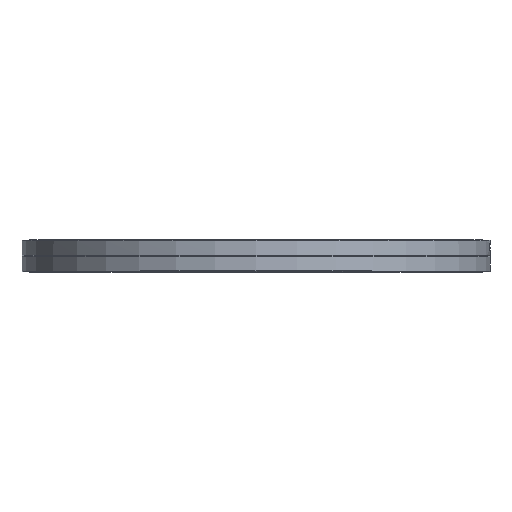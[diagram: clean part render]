
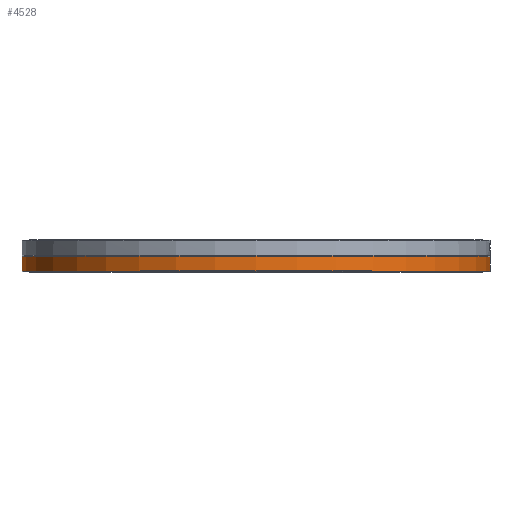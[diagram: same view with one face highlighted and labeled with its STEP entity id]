
A CAD part, top view. The second image highlights one B-rep face of the part: STEP entity #4528.
In plain terms, the highlighted cylindrical face has radius 209.55 mm (diameter 419.1 mm), a full revolution.
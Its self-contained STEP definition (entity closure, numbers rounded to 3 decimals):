
#248=CYLINDRICAL_SURFACE('',#4942,209.55);
#514=FACE_OUTER_BOUND('',#830,.T.);
#830=EDGE_LOOP('',(#3376,#3377,#3378,#3379,#3380,#3381));
#1129=LINE('',#6902,#1384);
#1384=VECTOR('',#5721,209.55);
#1700=CIRCLE('',#4940,209.55);
#1701=CIRCLE('',#4941,209.55);
#1702=CIRCLE('',#4943,209.55);
#1703=CIRCLE('',#4944,209.55);
#2010=VERTEX_POINT('',#6892);
#2011=VERTEX_POINT('',#6893);
#2012=VERTEX_POINT('',#6898);
#2013=VERTEX_POINT('',#6899);
#2520=EDGE_CURVE('',#2010,#2011,#1700,.T.);
#2521=EDGE_CURVE('',#2011,#2010,#1701,.T.);
#2523=EDGE_CURVE('',#2012,#2013,#1702,.T.);
#2524=EDGE_CURVE('',#2013,#2012,#1703,.T.);
#2525=EDGE_CURVE('',#2013,#2011,#1129,.T.);
#3376=ORIENTED_EDGE('',*,*,#2523,.F.);
#3377=ORIENTED_EDGE('',*,*,#2524,.F.);
#3378=ORIENTED_EDGE('',*,*,#2525,.T.);
#3379=ORIENTED_EDGE('',*,*,#2520,.F.);
#3380=ORIENTED_EDGE('',*,*,#2521,.F.);
#3381=ORIENTED_EDGE('',*,*,#2525,.F.);
#4528=ADVANCED_FACE('',(#514),#248,.T.);
#4940=AXIS2_PLACEMENT_3D('',#6894,#5710,#5711);
#4941=AXIS2_PLACEMENT_3D('',#6895,#5712,#5713);
#4942=AXIS2_PLACEMENT_3D('',#6897,#5715,#5716);
#4943=AXIS2_PLACEMENT_3D('',#6900,#5717,#5718);
#4944=AXIS2_PLACEMENT_3D('',#6901,#5719,#5720);
#5710=DIRECTION('center_axis',(0.,-1.,0.));
#5711=DIRECTION('ref_axis',(1.,0.,0.));
#5712=DIRECTION('center_axis',(0.,-1.,0.));
#5713=DIRECTION('ref_axis',(1.,0.,0.));
#5715=DIRECTION('center_axis',(0.,1.,0.));
#5716=DIRECTION('ref_axis',(-1.,0.,0.));
#5717=DIRECTION('center_axis',(0.,1.,0.));
#5718=DIRECTION('ref_axis',(1.,0.,0.));
#5719=DIRECTION('center_axis',(0.,1.,0.));
#5720=DIRECTION('ref_axis',(1.,0.,0.));
#5721=DIRECTION('',(0.,-1.,0.));
#6892=CARTESIAN_POINT('',(-209.55,0.5,0.));
#6893=CARTESIAN_POINT('',(209.55,0.5,0.));
#6894=CARTESIAN_POINT('Origin',(0.,0.5,0.));
#6895=CARTESIAN_POINT('Origin',(0.,0.5,0.));
#6897=CARTESIAN_POINT('Origin',(0.,6.881,0.));
#6898=CARTESIAN_POINT('',(0.,13.763,-209.55));
#6899=CARTESIAN_POINT('',(209.55,13.763,0.));
#6900=CARTESIAN_POINT('Origin',(0.,13.763,0.));
#6901=CARTESIAN_POINT('Origin',(0.,13.763,0.));
#6902=CARTESIAN_POINT('',(209.55,6.881,0.));
